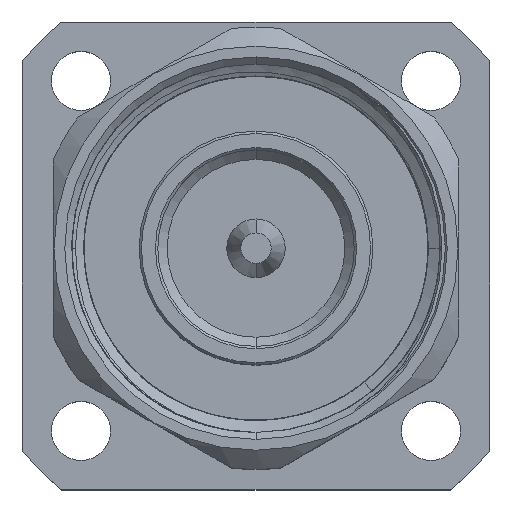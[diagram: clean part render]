
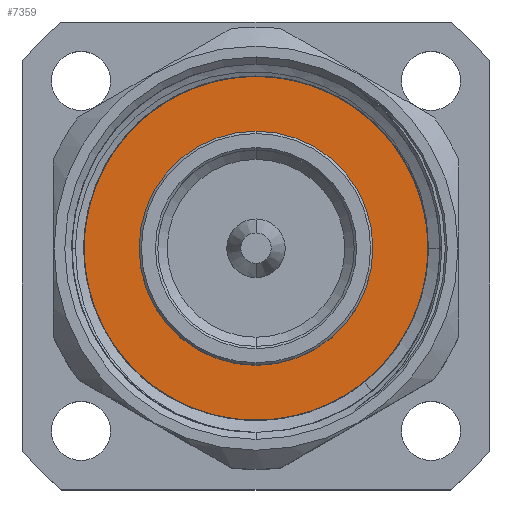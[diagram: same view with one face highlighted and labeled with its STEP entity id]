
A CAD part, top view. The second image highlights one B-rep face of the part: STEP entity #7359.
In plain terms, the highlighted face is planar.
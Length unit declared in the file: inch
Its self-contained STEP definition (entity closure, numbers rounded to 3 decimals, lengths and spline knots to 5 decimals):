
#66 = EDGE_LOOP ( 'NONE', ( #11335, #3226, #5762, #2659 ) ) ;
#175 = CARTESIAN_POINT ( 'NONE',  ( 0.3317, 0.36886, -0.01871 ) ) ;
#375 = VERTEX_POINT ( 'NONE', #2966 ) ;
#385 = CARTESIAN_POINT ( 'NONE',  ( 0.3317, -0.11165, -0.37259 ) ) ;
#559 = AXIS2_PLACEMENT_3D ( 'NONE', #10180, #2836, #1140 ) ;
#1055 = CARTESIAN_POINT ( 'NONE',  ( 0.3317, 0.34356, -0.14563 ) ) ;
#1100 = DIRECTION ( 'NONE',  ( 0., -1., 0. ) ) ;
#1105 = CARTESIAN_POINT ( 'NONE',  ( 0.3317, 0.15955, -0.34614 ) ) ;
#1128 = CARTESIAN_POINT ( 'NONE',  ( 0.3317, 0.02643, -0.38387 ) ) ;
#1140 = DIRECTION ( 'NONE',  ( 0., -1., 0. ) ) ;
#1210 = VERTEX_POINT ( 'NONE', #11226 ) ;
#1267 = CARTESIAN_POINT ( 'NONE',  ( 0.3317, -0.259, -0.29645 ) ) ;
#1292 = CARTESIAN_POINT ( 'NONE',  ( 0.3317, -0.05683, -0.38319 ) ) ;
#1330 = CARTESIAN_POINT ( 'NONE',  ( 0.3317, -0.16408, -0.3544 ) ) ;
#1595 = CIRCLE ( 'NONE', #7724, 0.3937 ) ;
#1640 = CARTESIAN_POINT ( 'NONE',  ( 0.3317, 0.36833, 0. ) ) ;
#1665 = PLANE ( 'NONE',  #2814 ) ;
#1702 = ORIENTED_EDGE ( 'NONE', *, *, #5418, .T. ) ;
#2107 = CARTESIAN_POINT ( 'NONE',  ( 0.3317, 0.28835, -0.24193 ) ) ;
#2137 = CARTESIAN_POINT ( 'NONE',  ( 0.3317, 0.36833, 0. ) ) ;
#2147 = DIRECTION ( 'NONE',  ( 0., -1., 0. ) ) ;
#2267 = CARTESIAN_POINT ( 'NONE',  ( 0.3317, 0.24999, 0. ) ) ;
#2580 = CARTESIAN_POINT ( 'NONE',  ( 0.3317, 0., 0. ) ) ;
#2659 = ORIENTED_EDGE ( 'NONE', *, *, #2734, .T. ) ;
#2734 = EDGE_CURVE ( 'NONE', #1210, #9327, #5714, .T. ) ;
#2814 = AXIS2_PLACEMENT_3D ( 'NONE', #2580, #5297, #11740 ) ;
#2836 = DIRECTION ( 'NONE',  ( -1., 0., 0. ) ) ;
#2894 = CARTESIAN_POINT ( 'NONE',  ( 0.3317, 0.36797, -0.03733 ) ) ;
#2946 = CIRCLE ( 'NONE', #4274, 0.24999 ) ;
#2966 = CARTESIAN_POINT ( 'NONE',  ( 0.3317, -0.24999, 0. ) ) ;
#2983 = CARTESIAN_POINT ( 'NONE',  ( 0.3317, 0.31944, -0.19606 ) ) ;
#3148 = B_SPLINE_CURVE_WITH_KNOTS ( 'NONE', 3,
 ( #2137, #175, #2894, #6636, #7551, #4688, #1055, #9248, #2983, #10158, #2107, #11122, #6588, #4718, #5638, #6551, #1105, #8372, #3855, #1128, #7515, #11420, #9453, #7791, #1292, #4962, #385, #6843, #1330, #7676, #6875, #3219, #1267, #8573 ),
 .UNSPECIFIED., .F., .F.,
 ( 4, 2, 2, 2, 2, 2, 2, 2, 2, 2, 2, 2, 2, 2, 2, 2, 4 ),
 ( 0., 0.00142, 0.00284, 0.00426, 0.00568, 0.0071, 0.00853, 0.00995, 0.01137, 0.01421, 0.01492, 0.01563, 0.01705, 0.01847, 0.01989, 0.02131, 0.02273 ),
 .UNSPECIFIED. ) ;
#3219 = CARTESIAN_POINT ( 'NONE',  ( 0.3317, -0.24435, -0.30799 ) ) ;
#3226 = ORIENTED_EDGE ( 'NONE', *, *, #7647, .T. ) ;
#3855 = CARTESIAN_POINT ( 'NONE',  ( 0.3317, 0.07264, -0.37827 ) ) ;
#4274 = AXIS2_PLACEMENT_3D ( 'NONE', #7654, #7603, #2147 ) ;
#4644 = FACE_OUTER_BOUND ( 'NONE', #66, .T. ) ;
#4688 = CARTESIAN_POINT ( 'NONE',  ( 0.3317, 0.34982, -0.12826 ) ) ;
#4718 = CARTESIAN_POINT ( 'NONE',  ( 0.3317, 0.22225, -0.30698 ) ) ;
#4783 = AXIS2_PLACEMENT_3D ( 'NONE', #8333, #8446, #1100 ) ;
#4914 = CARTESIAN_POINT ( 'NONE',  ( 0.3317, 0.3937, 0. ) ) ;
#4962 = CARTESIAN_POINT ( 'NONE',  ( 0.3317, -0.09337, -0.37703 ) ) ;
#5213 = VERTEX_POINT ( 'NONE', #9793 ) ;
#5297 = DIRECTION ( 'NONE',  ( -1., 0., 0. ) ) ;
#5418 = EDGE_CURVE ( 'NONE', #6330, #375, #7110, .T. ) ;
#5638 = CARTESIAN_POINT ( 'NONE',  ( 0.3317, 0.20734, -0.31787 ) ) ;
#5714 = CIRCLE ( 'NONE', #559, 0.3937 ) ;
#5762 = ORIENTED_EDGE ( 'NONE', *, *, #10827, .T. ) ;
#5933 = LINE ( 'NONE', #4914, #10494 ) ;
#6330 = VERTEX_POINT ( 'NONE', #2267 ) ;
#6551 = CARTESIAN_POINT ( 'NONE',  ( 0.3317, 0.17602, -0.33744 ) ) ;
#6588 = CARTESIAN_POINT ( 'NONE',  ( 0.3317, 0.25057, -0.28294 ) ) ;
#6636 = CARTESIAN_POINT ( 'NONE',  ( 0.3317, 0.36341, -0.07443 ) ) ;
#6749 = DIRECTION ( 'NONE',  ( -1., 0., 0. ) ) ;
#6843 = CARTESIAN_POINT ( 'NONE',  ( 0.3317, -0.14696, -0.36127 ) ) ;
#6875 = CARTESIAN_POINT ( 'NONE',  ( 0.3317, -0.21342, -0.32895 ) ) ;
#7073 = FACE_BOUND ( 'NONE', #11209, .T. ) ;
#7110 = CIRCLE ( 'NONE', #4783, 0.24999 ) ;
#7148 = EDGE_CURVE ( 'NONE', #375, #6330, #2946, .T. ) ;
#7359 = ADVANCED_FACE ( 'NONE', ( #4644, #7073 ), #1665, .T. ) ;
#7515 = CARTESIAN_POINT ( 'NONE',  ( 0.3317, 0.01709, -0.38465 ) ) ;
#7551 = CARTESIAN_POINT ( 'NONE',  ( 0.3317, 0.35974, -0.0927 ) ) ;
#7603 = DIRECTION ( 'NONE',  ( 1., 0., 0. ) ) ;
#7647 = EDGE_CURVE ( 'NONE', #10990, #5213, #3148, .T. ) ;
#7654 = CARTESIAN_POINT ( 'NONE',  ( 0.3317, 0., 0. ) ) ;
#7672 = DIRECTION ( 'NONE',  ( 0., -1., 0. ) ) ;
#7676 = CARTESIAN_POINT ( 'NONE',  ( 0.3317, -0.19728, -0.33825 ) ) ;
#7724 = AXIS2_PLACEMENT_3D ( 'NONE', #9404, #6749, #7846 ) ;
#7791 = CARTESIAN_POINT ( 'NONE',  ( 0.3317, -0.03846, -0.38495 ) ) ;
#7846 = DIRECTION ( 'NONE',  ( 0., -1., 0. ) ) ;
#8225 = EDGE_CURVE ( 'NONE', #9327, #10990, #5933, .T. ) ;
#8333 = CARTESIAN_POINT ( 'NONE',  ( 0.3317, 0., 0. ) ) ;
#8372 = CARTESIAN_POINT ( 'NONE',  ( 0.3317, 0.10823, -0.36857 ) ) ;
#8446 = DIRECTION ( 'NONE',  ( 1., 0., 0. ) ) ;
#8471 = CARTESIAN_POINT ( 'NONE',  ( 0.3317, 0.3937, 0. ) ) ;
#8573 = CARTESIAN_POINT ( 'NONE',  ( 0.3317, -0.27282, -0.28385 ) ) ;
#9028 = ORIENTED_EDGE ( 'NONE', *, *, #7148, .T. ) ;
#9248 = CARTESIAN_POINT ( 'NONE',  ( 0.3317, 0.32839, -0.17951 ) ) ;
#9327 = VERTEX_POINT ( 'NONE', #8471 ) ;
#9404 = CARTESIAN_POINT ( 'NONE',  ( 0.3317, 0., 0. ) ) ;
#9453 = CARTESIAN_POINT ( 'NONE',  ( 0.3317, -0.01075, -0.38563 ) ) ;
#9793 = CARTESIAN_POINT ( 'NONE',  ( 0.3317, -0.27282, -0.28385 ) ) ;
#10158 = CARTESIAN_POINT ( 'NONE',  ( 0.3317, 0.29945, -0.22719 ) ) ;
#10180 = CARTESIAN_POINT ( 'NONE',  ( 0.3317, 0., 0. ) ) ;
#10494 = VECTOR ( 'NONE', #7672, 39.37008 ) ;
#10827 = EDGE_CURVE ( 'NONE', #5213, #1210, #1595, .T. ) ;
#10990 = VERTEX_POINT ( 'NONE', #1640 ) ;
#11122 = CARTESIAN_POINT ( 'NONE',  ( 0.3317, 0.26397, -0.26976 ) ) ;
#11209 = EDGE_LOOP ( 'NONE', ( #9028, #1702 ) ) ;
#11226 = CARTESIAN_POINT ( 'NONE',  ( 0.3317, -0.3937, 0. ) ) ;
#11335 = ORIENTED_EDGE ( 'NONE', *, *, #8225, .T. ) ;
#11420 = CARTESIAN_POINT ( 'NONE',  ( 0.3317, -0.00149, -0.38553 ) ) ;
#11740 = DIRECTION ( 'NONE',  ( 0., -1., 0. ) ) ;
